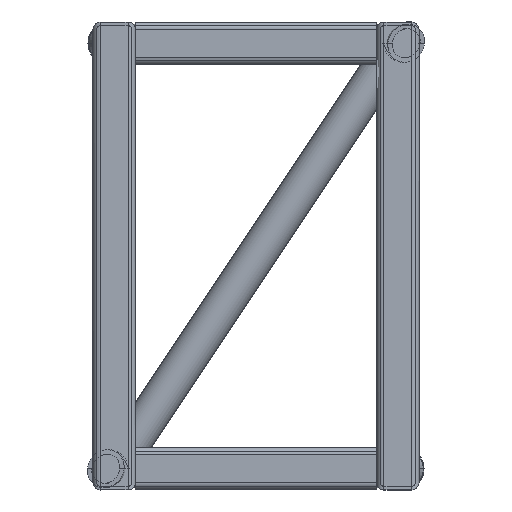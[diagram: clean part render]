
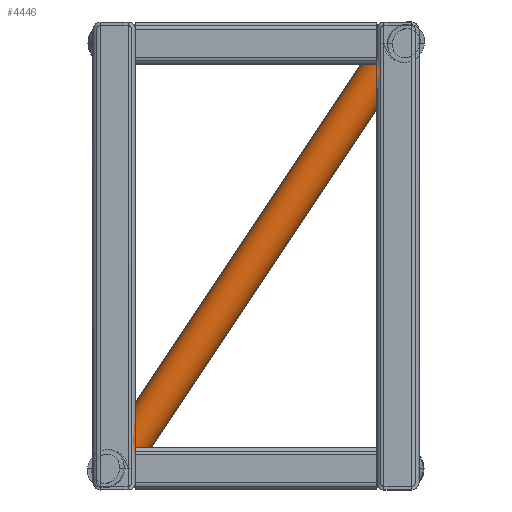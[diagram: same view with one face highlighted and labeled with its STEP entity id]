
A CAD part, left-side view. The second image highlights one B-rep face of the part: STEP entity #4446.
In plain terms, the highlighted cylindrical face has radius 13.45 mm (diameter 26.9 mm), a partial arc.
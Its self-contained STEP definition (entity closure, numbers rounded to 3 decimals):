
#724 = EDGE_CURVE ( 'NONE', #15358, #1374, #8262, .T. ) ;
#729 = CARTESIAN_POINT ( 'NONE',  ( -754.954, 189.596, -156.936 ) ) ;
#752 = CARTESIAN_POINT ( 'NONE',  ( -750., 188.809, -157.461 ) ) ;
#806 = CARTESIAN_POINT ( 'NONE',  ( -751.701, 186.423, -153.882 ) ) ;
#895 = CARTESIAN_POINT ( 'NONE',  ( -750., -9.036, 139.307 ) ) ;
#1374 = VERTEX_POINT ( 'NONE', #895 ) ;
#1668 = CARTESIAN_POINT ( 'NONE',  ( -750., 209.036, -139.307 ) ) ;
#1773 = EDGE_CURVE ( 'NONE', #12224, #3178, #7914, .T. ) ;
#2507 = CARTESIAN_POINT ( 'NONE',  ( -754.954, 189.596, -156.936 ) ) ;
#3170 = CARTESIAN_POINT ( 'NONE',  ( -754.954, 10.404, 156.936 ) ) ;
#3178 = VERTEX_POINT ( 'NONE', #7798 ) ;
#3619 = VECTOR ( 'NONE', #5953, 1000. ) ;
#3748 = CARTESIAN_POINT ( 'NONE',  ( -750., 209.036, -139.307 ) ) ;
#3852 = EDGE_CURVE ( 'NONE', #14253, #7211, #15857, .T. ) ;
#4155 = CARTESIAN_POINT ( 'NONE',  ( -772.82, 187.127, -140.472 ) ) ;
#4432 = AXIS2_PLACEMENT_3D ( 'NONE', #9928, #12168, #10851 ) ;
#4446 = ADVANCED_FACE ( 'NONE', ( #15963 ), #5789, .T. ) ;
#4488 = ORIENTED_EDGE ( 'NONE', *, *, #12494, .F. ) ;
#4494 = CARTESIAN_POINT ( 'NONE',  ( -751.701, 13.577, 153.882 ) ) ;
#4550 = EDGE_CURVE ( 'NONE', #14253, #1374, #7365, .T. ) ;
#4813 =( BOUNDED_CURVE ( )  B_SPLINE_CURVE ( 3, ( #15484, #4155, #13010, #1668 ),
 .UNSPECIFIED., .F., .F. ) 
 B_SPLINE_CURVE_WITH_KNOTS ( ( 4, 4 ),
 ( 4.712, 7.477 ),
 .UNSPECIFIED. ) 
 CURVE ( )  GEOMETRIC_REPRESENTATION_ITEM ( )  RATIONAL_B_SPLINE_CURVE ( ( 1., 0.458, 0.458, 1. ) ) 
 REPRESENTATION_ITEM ( '' )  );
#5231 = ORIENTED_EDGE ( 'NONE', *, *, #724, .F. ) ;
#5649 = CARTESIAN_POINT ( 'NONE',  ( -753.373, 12.129, 155.478 ) ) ;
#5691 = ORIENTED_EDGE ( 'NONE', *, *, #7458, .F. ) ;
#5789 = CYLINDRICAL_SURFACE ( 'NONE', #4432, 13.45 ) ;
#5953 = DIRECTION ( 'NONE',  ( 0., -0.555, 0.832 ) ) ;
#6953 = ORIENTED_EDGE ( 'NONE', *, *, #4550, .T. ) ;
#7211 = VERTEX_POINT ( 'NONE', #2507 ) ;
#7249 = CARTESIAN_POINT ( 'NONE',  ( -772.82, 12.873, 140.472 ) ) ;
#7333 = CARTESIAN_POINT ( 'NONE',  ( -750., 185.304, -152.204 ) ) ;
#7365 = LINE ( 'NONE', #752, #3619 ) ;
#7458 = EDGE_CURVE ( 'NONE', #3178, #15358, #11326, .T. ) ;
#7798 = CARTESIAN_POINT ( 'NONE',  ( -750., 14.696, 152.204 ) ) ;
#7914 = LINE ( 'NONE', #14036, #9906 ) ;
#8262 =( BOUNDED_CURVE ( )  B_SPLINE_CURVE ( 3, ( #11443, #7249, #15237, #16086 ),
 .UNSPECIFIED., .F., .F. ) 
 B_SPLINE_CURVE_WITH_KNOTS ( ( 4, 4 ),
 ( 1.571, 4.335 ),
 .UNSPECIFIED. ) 
 CURVE ( )  GEOMETRIC_REPRESENTATION_ITEM ( )  RATIONAL_B_SPLINE_CURVE ( ( 1., 0.458, 0.458, 1. ) ) 
 REPRESENTATION_ITEM ( '' )  );
#9906 = VECTOR ( 'NONE', #10224, 1000. ) ;
#9928 = CARTESIAN_POINT ( 'NONE',  ( -750., 200., -150. ) ) ;
#10224 = DIRECTION ( 'NONE',  ( 0., -0.555, 0.832 ) ) ;
#10851 = DIRECTION ( 'NONE',  ( 0., -0.832, -0.555 ) ) ;
#11326 =( BOUNDED_CURVE ( )  B_SPLINE_CURVE ( 3, ( #11785, #4494, #5649, #3170 ),
 .UNSPECIFIED., .F., .F. ) 
 B_SPLINE_CURVE_WITH_KNOTS ( ( 4, 4 ),
 ( 4.335, 4.712 ),
 .UNSPECIFIED. ) 
 CURVE ( )  GEOMETRIC_REPRESENTATION_ITEM ( )  RATIONAL_B_SPLINE_CURVE ( ( 1., 0.988, 0.988, 1. ) ) 
 REPRESENTATION_ITEM ( '' )  );
#11443 = CARTESIAN_POINT ( 'NONE',  ( -754.954, 10.404, 156.936 ) ) ;
#11674 = EDGE_LOOP ( 'NONE', ( #15934, #4488, #14460, #6953, #5231, #5691 ) ) ;
#11785 = CARTESIAN_POINT ( 'NONE',  ( -750., 14.696, 152.204 ) ) ;
#12168 = DIRECTION ( 'NONE',  ( 0., -0.555, 0.832 ) ) ;
#12224 = VERTEX_POINT ( 'NONE', #3748 ) ;
#12494 = EDGE_CURVE ( 'NONE', #7211, #12224, #4813, .T. ) ;
#12534 = CARTESIAN_POINT ( 'NONE',  ( -750., 185.304, -152.204 ) ) ;
#13010 = CARTESIAN_POINT ( 'NONE',  ( -769.217, 201.265, -127.651 ) ) ;
#14036 = CARTESIAN_POINT ( 'NONE',  ( -750., 211.191, -142.539 ) ) ;
#14253 = VERTEX_POINT ( 'NONE', #7333 ) ;
#14460 = ORIENTED_EDGE ( 'NONE', *, *, #3852, .F. ) ;
#15237 = CARTESIAN_POINT ( 'NONE',  ( -769.217, -1.265, 127.651 ) ) ;
#15358 = VERTEX_POINT ( 'NONE', #15449 ) ;
#15449 = CARTESIAN_POINT ( 'NONE',  ( -754.954, 10.404, 156.936 ) ) ;
#15484 = CARTESIAN_POINT ( 'NONE',  ( -754.954, 189.596, -156.936 ) ) ;
#15774 = CARTESIAN_POINT ( 'NONE',  ( -753.373, 187.871, -155.478 ) ) ;
#15857 =( BOUNDED_CURVE ( )  B_SPLINE_CURVE ( 3, ( #12534, #806, #15774, #729 ),
 .UNSPECIFIED., .F., .F. ) 
 B_SPLINE_CURVE_WITH_KNOTS ( ( 4, 4 ),
 ( 1.194, 1.571 ),
 .UNSPECIFIED. ) 
 CURVE ( )  GEOMETRIC_REPRESENTATION_ITEM ( )  RATIONAL_B_SPLINE_CURVE ( ( 1., 0.988, 0.988, 1. ) ) 
 REPRESENTATION_ITEM ( '' )  );
#15934 = ORIENTED_EDGE ( 'NONE', *, *, #1773, .F. ) ;
#15963 = FACE_OUTER_BOUND ( 'NONE', #11674, .T. ) ;
#16086 = CARTESIAN_POINT ( 'NONE',  ( -750., -9.036, 139.307 ) ) ;
